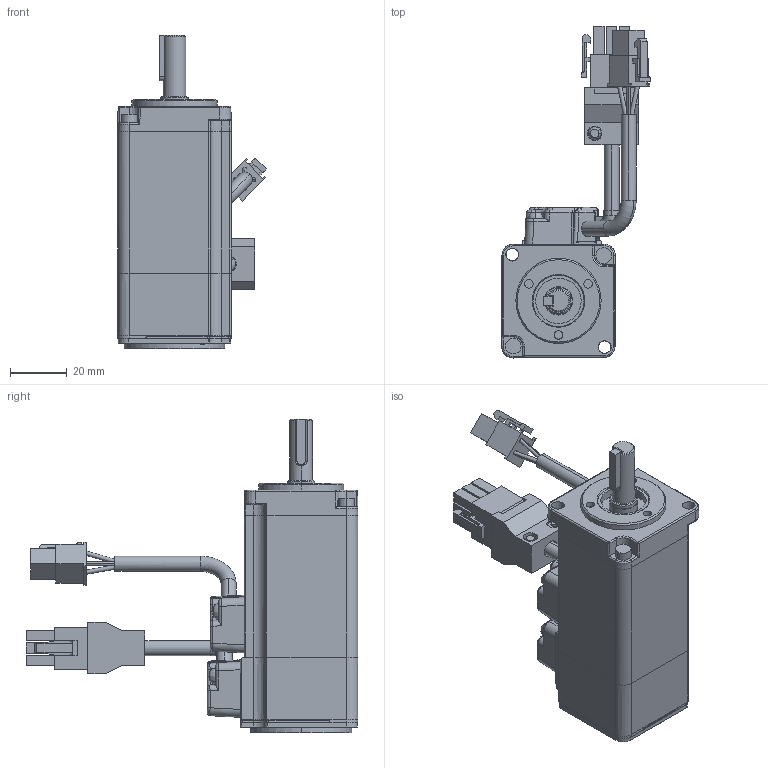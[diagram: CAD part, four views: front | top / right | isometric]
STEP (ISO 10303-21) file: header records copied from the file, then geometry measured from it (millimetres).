
FILE_DESCRIPTION (( 'STEP AP214' ), '1' );
FILE_NAME ('SV2L-201N.STEP', '2024-12-11T13:00:00', ( '' ), ( '' ), 'SwSTEP 2.0', 'SolidWorks 2021', '' );
FILE_SCHEMA (( 'AUTOMOTIVE_DESIGN' ));
Length unit declared in the file: millimetre
Products named in the file (1): SV2L-201N
Bounding box: 52.33 x 116.8 x 110.3 mm (x, y, z)
Volume: 148953.3 mm3; surface area: 31367.3 mm2
Topology: 2 solids, 2 shells, 812 faces, 2070 edges, 1323 vertices
Faces by surface type: plane 455, cylinder 242, cone 45, torus 33, bspline 29, sphere 8
Entity records: 28632 total; most frequent: CARTESIAN_POINT 9615, ORIENTED_EDGE 4140, DIRECTION 3592, EDGE_CURVE 2070, VERTEX_POINT 1323, LINE 1236, VECTOR 1236, AXIS2_PLACEMENT_3D 1178
